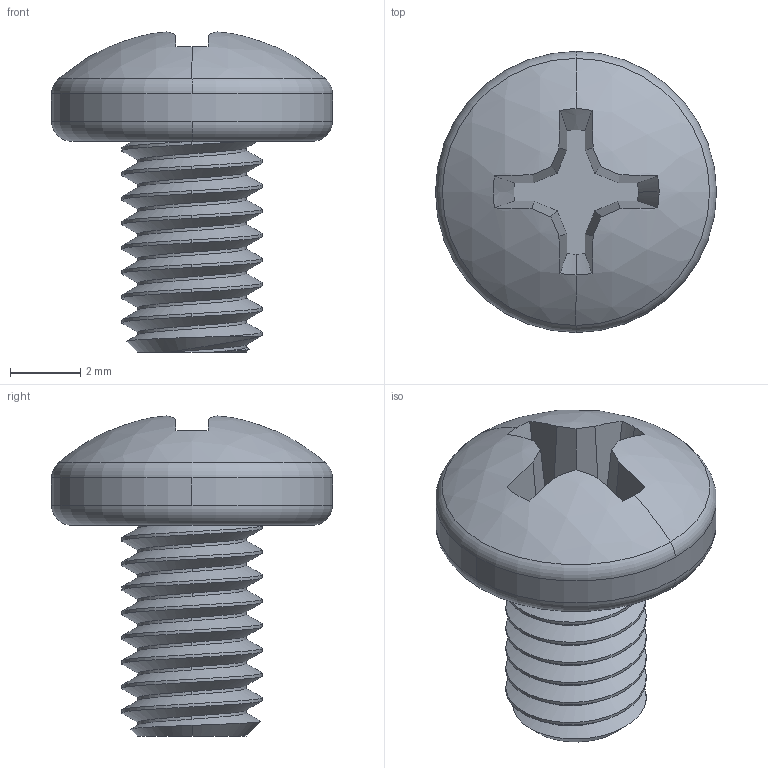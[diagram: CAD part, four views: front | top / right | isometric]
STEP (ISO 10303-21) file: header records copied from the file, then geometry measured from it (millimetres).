
FILE_DESCRIPTION (( 'STEP AP203' ), '1' );
FILE_NAME ('90116A202_316 Stainless Steel Pan Head Phillips Screws.STEP', '2021-09-09T15:30:49', ( 'Administrator' ), ( 'Managed by Terraform' ), 'SwSTEP 2.0', 'SolidWorks 2017', '' );
FILE_SCHEMA (( 'CONFIG_CONTROL_DESIGN' ));
Length unit declared in the file: millimetre
Products named in the file (1): 90116A202_316 Stainless Steel Pan Head Phillips Screws
Bounding box: 8 x 8 x 9.11 mm (x, y, z)
Volume: 163.3 mm3; surface area: 286.8 mm2
Topology: 1 solids, 1 shells, 82 faces, 232 edges, 153 vertices
Faces by surface type: cylinder 45, plane 19, cone 9, torus 4, bspline 3, sphere 2
Entity records: 3556 total; most frequent: CARTESIAN_POINT 1600, ORIENTED_EDGE 464, DIRECTION 344, EDGE_CURVE 232, VERTEX_POINT 153, AXIS2_PLACEMENT_3D 134, EDGE_LOOP 83, ADVANCED_FACE 82
